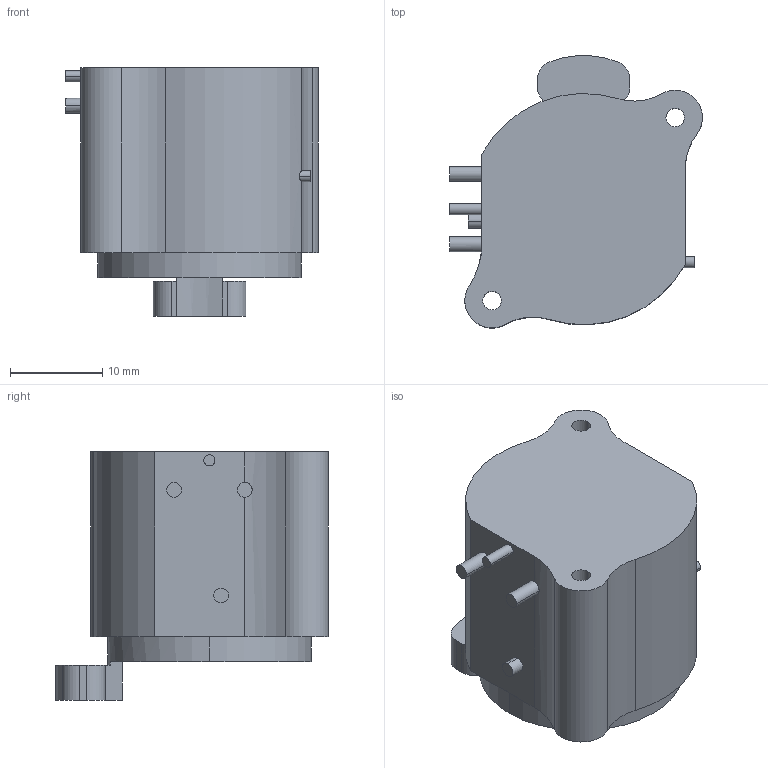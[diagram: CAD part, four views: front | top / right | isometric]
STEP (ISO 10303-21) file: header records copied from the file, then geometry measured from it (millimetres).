
FILE_DESCRIPTION((''),'2;1');
FILE_NAME('D-NC3FAHL1','2012-03-09T',('phk'),(''),'PRO/ENGINEER BY PARAMETRIC TECHNOLOGY CORPORATION, 2011080','PRO/ENGINEER BY PARAMETRIC TECHNOLOGY CORPORATION, 2011080','');
FILE_SCHEMA(('AUTOMOTIVE_DESIGN_CC2 { 1 2 10303 214 -1 1 5 2 }'));
Length unit declared in the file: millimetre
Products named in the file (1): D-NC3FAHL1
Bounding box: 27.35 x 29.47 x 26.9 mm (x, y, z)
Volume: 10002.6 mm3; surface area: 5270.1 mm2
Topology: 1 solids, 1 shells, 63 faces, 158 edges, 104 vertices
Faces by surface type: cylinder 39, plane 24
Entity records: 2657 total; most frequent: DIRECTION 362, CARTESIAN_POINT 354, ORIENTED_EDGE 316, COLOUR_RGB 209, PRESENTATION_STYLE_ASSIGNMENT 159, STYLED_ITEM 159, CURVE_STYLE 158, EDGE_CURVE 158
